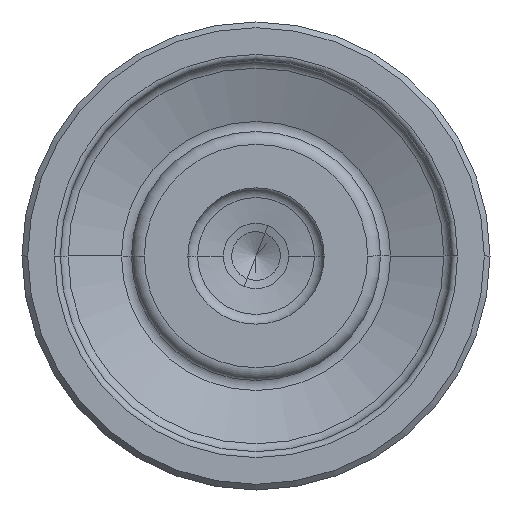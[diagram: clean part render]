
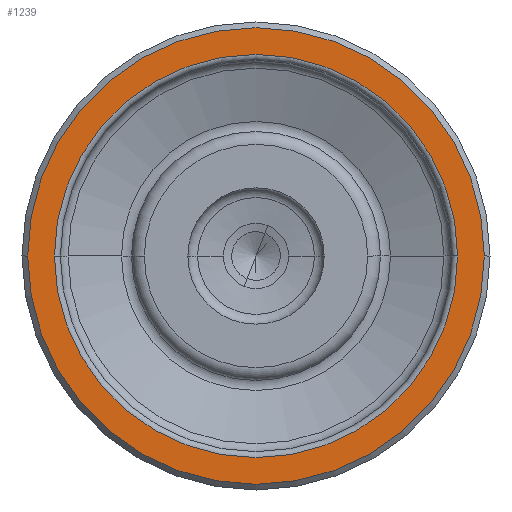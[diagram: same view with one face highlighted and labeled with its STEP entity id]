
A CAD part, front view. The second image highlights one B-rep face of the part: STEP entity #1239.
In plain terms, the highlighted planar face has unit normal (0, -1, 0).
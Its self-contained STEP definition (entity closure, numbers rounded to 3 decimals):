
#90 = ORIENTED_EDGE ( 'NONE', *, *, #124, .T. ) ;
#124 = EDGE_CURVE ( 'NONE', #648, #1631, #1218, .T. ) ;
#130 = ORIENTED_EDGE ( 'NONE', *, *, #1809, .T. ) ;
#133 = CARTESIAN_POINT ( 'NONE',  ( 0., -0.396, 0. ) ) ;
#205 = AXIS2_PLACEMENT_3D ( 'NONE', #133, #1364, #307 ) ;
#207 = EDGE_LOOP ( 'NONE', ( #130, #90 ) ) ;
#216 = ORIENTED_EDGE ( 'NONE', *, *, #877, .T. ) ;
#241 = FACE_BOUND ( 'NONE', #362, .T. ) ;
#307 = DIRECTION ( 'NONE',  ( -1., 0., 0. ) ) ;
#362 = EDGE_LOOP ( 'NONE', ( #1572, #216 ) ) ;
#365 = CARTESIAN_POINT ( 'NONE',  ( 0., -0.396, 0. ) ) ;
#378 = CIRCLE ( 'NONE', #205, 19.25 ) ;
#463 = CARTESIAN_POINT ( 'NONE',  ( 19.25, -0.396, 0. ) ) ;
#477 = DIRECTION ( 'NONE',  ( -1., 0., 0. ) ) ;
#551 = DIRECTION ( 'NONE',  ( -1., 0., 0. ) ) ;
#565 = CARTESIAN_POINT ( 'NONE',  ( 0., -0.396, 0. ) ) ;
#647 = DIRECTION ( 'NONE',  ( -1., 0., 0. ) ) ;
#648 = VERTEX_POINT ( 'NONE', #463 ) ;
#654 = VERTEX_POINT ( 'NONE', #844 ) ;
#783 = CARTESIAN_POINT ( 'NONE',  ( -19.25, -0.396, 0. ) ) ;
#844 = CARTESIAN_POINT ( 'NONE',  ( 17., -0.396, 0. ) ) ;
#877 = EDGE_CURVE ( 'NONE', #654, #1698, #2187, .T. ) ;
#901 = CARTESIAN_POINT ( 'NONE',  ( 0., -0.396, 0. ) ) ;
#974 = CIRCLE ( 'NONE', #1126, 17. ) ;
#1070 = DIRECTION ( 'NONE',  ( -1., 0., 0. ) ) ;
#1126 = AXIS2_PLACEMENT_3D ( 'NONE', #901, #2116, #1070 ) ;
#1138 = CARTESIAN_POINT ( 'NONE',  ( -17., -0.396, 0. ) ) ;
#1176 = PLANE ( 'NONE',  #1637 ) ;
#1218 = CIRCLE ( 'NONE', #1743, 19.25 ) ;
#1239 = ADVANCED_FACE ( 'NONE', ( #241, #1648 ), #1176, .F. ) ;
#1343 = CARTESIAN_POINT ( 'NONE',  ( 16.5, -0.396, 0. ) ) ;
#1364 = DIRECTION ( 'NONE',  ( 0., -1., 0. ) ) ;
#1436 = EDGE_CURVE ( 'NONE', #1698, #654, #974, .T. ) ;
#1572 = ORIENTED_EDGE ( 'NONE', *, *, #1436, .T. ) ;
#1594 = DIRECTION ( 'NONE',  ( 0., 1., 0. ) ) ;
#1631 = VERTEX_POINT ( 'NONE', #783 ) ;
#1637 = AXIS2_PLACEMENT_3D ( 'NONE', #1343, #2218, #477 ) ;
#1648 = FACE_OUTER_BOUND ( 'NONE', #207, .T. ) ;
#1697 = DIRECTION ( 'NONE',  ( 0., -1., 0. ) ) ;
#1698 = VERTEX_POINT ( 'NONE', #1138 ) ;
#1743 = AXIS2_PLACEMENT_3D ( 'NONE', #565, #1697, #647 ) ;
#1809 = EDGE_CURVE ( 'NONE', #1631, #648, #378, .T. ) ;
#2116 = DIRECTION ( 'NONE',  ( 0., 1., 0. ) ) ;
#2187 = CIRCLE ( 'NONE', #2198, 17. ) ;
#2198 = AXIS2_PLACEMENT_3D ( 'NONE', #365, #1594, #551 ) ;
#2218 = DIRECTION ( 'NONE',  ( 0., 1., 0. ) ) ;
